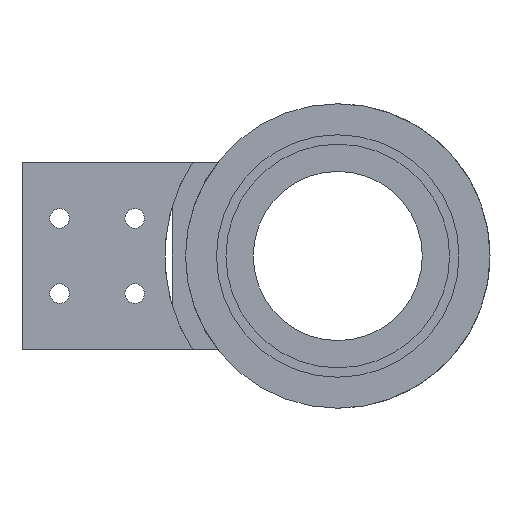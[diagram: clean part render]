
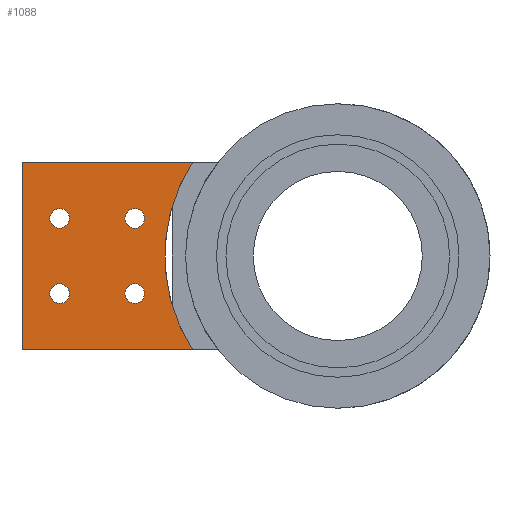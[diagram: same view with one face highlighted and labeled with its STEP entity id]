
A CAD part, left-side view. The second image highlights one B-rep face of the part: STEP entity #1088.
In plain terms, the highlighted planar face has unit normal (-1, 0, 0).
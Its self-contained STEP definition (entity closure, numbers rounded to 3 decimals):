
#3 = DIRECTION ( 'NONE',  ( -1., 0., 0. ) ) ;
#9 = DIRECTION ( 'NONE',  ( 0., 0., 1. ) ) ;
#13 = EDGE_CURVE ( 'NONE', #2300, #3067, #3456, .T. ) ;
#81 = VERTEX_POINT ( 'NONE', #736 ) ;
#106 = CARTESIAN_POINT ( 'NONE',  ( -13.5, 54., -12.6 ) ) ;
#107 = CIRCLE ( 'NONE', #582, 2.6 ) ;
#109 = ORIENTED_EDGE ( 'NONE', *, *, #996, .F. ) ;
#114 = CIRCLE ( 'NONE', #2175, 2.6 ) ;
#132 = EDGE_CURVE ( 'NONE', #3067, #2300, #341, .T. ) ;
#147 = CARTESIAN_POINT ( 'NONE',  ( -13.5, 54., 10. ) ) ;
#174 = EDGE_LOOP ( 'NONE', ( #1765, #109 ) ) ;
#238 = DIRECTION ( 'NONE',  ( -1., 0., 0. ) ) ;
#247 = DIRECTION ( 'NONE',  ( 0., -1., 0. ) ) ;
#323 = LINE ( 'NONE', #1454, #2229 ) ;
#341 = CIRCLE ( 'NONE', #2414, 2.6 ) ;
#376 = DIRECTION ( 'NONE',  ( 0., 0., 1. ) ) ;
#459 = DIRECTION ( 'NONE',  ( 0., 0., 1. ) ) ;
#486 = EDGE_CURVE ( 'NONE', #1750, #1452, #518, .T. ) ;
#518 = CIRCLE ( 'NONE', #3212, 2.6 ) ;
#519 = ORIENTED_EDGE ( 'NONE', *, *, #132, .F. ) ;
#521 = CIRCLE ( 'NONE', #2574, 2.6 ) ;
#529 = DIRECTION ( 'NONE',  ( 0., 0., 1. ) ) ;
#539 = VERTEX_POINT ( 'NONE', #1542 ) ;
#578 = DIRECTION ( 'NONE',  ( 0., -1., 0. ) ) ;
#582 = AXIS2_PLACEMENT_3D ( 'NONE', #1413, #2537, #9 ) ;
#668 = EDGE_CURVE ( 'NONE', #2188, #3033, #1165, .T. ) ;
#687 = EDGE_CURVE ( 'NONE', #2249, #3432, #1579, .T. ) ;
#736 = CARTESIAN_POINT ( 'NONE',  ( -13.5, 38.613, -25. ) ) ;
#818 = DIRECTION ( 'NONE',  ( 0., 0., 1. ) ) ;
#824 = CARTESIAN_POINT ( 'NONE',  ( -13.5, 84., -25. ) ) ;
#829 = CARTESIAN_POINT ( 'NONE',  ( -13.5, 0., 0. ) ) ;
#894 = VECTOR ( 'NONE', #247, 1000. ) ;
#996 = EDGE_CURVE ( 'NONE', #1452, #1750, #114, .T. ) ;
#1029 = ORIENTED_EDGE ( 'NONE', *, *, #687, .F. ) ;
#1044 = EDGE_LOOP ( 'NONE', ( #3622, #519 ) ) ;
#1061 = LINE ( 'NONE', #2183, #894 ) ;
#1088 = ADVANCED_FACE ( 'NONE', ( #1374, #2502, #3618, #1103, #2232 ), #3336, .T. ) ;
#1103 = FACE_BOUND ( 'NONE', #1774, .T. ) ;
#1129 = DIRECTION ( 'NONE',  ( 0., 0., 1. ) ) ;
#1159 = AXIS2_PLACEMENT_3D ( 'NONE', #1927, #3042, #529 ) ;
#1165 = CIRCLE ( 'NONE', #2047, 2.6 ) ;
#1225 = CARTESIAN_POINT ( 'NONE',  ( -13.5, 74., 12.6 ) ) ;
#1243 = CARTESIAN_POINT ( 'NONE',  ( -13.5, 54., 12.6 ) ) ;
#1273 = DIRECTION ( 'NONE',  ( -1., 0., 0. ) ) ;
#1307 = EDGE_LOOP ( 'NONE', ( #3156, #1958, #2640, #2020 ) ) ;
#1343 = CARTESIAN_POINT ( 'NONE',  ( -13.5, 54., 10. ) ) ;
#1363 = DIRECTION ( 'NONE',  ( 0., 0., 1. ) ) ;
#1374 = FACE_BOUND ( 'NONE', #1044, .T. ) ;
#1413 = CARTESIAN_POINT ( 'NONE',  ( -13.5, 74., 10. ) ) ;
#1424 = AXIS2_PLACEMENT_3D ( 'NONE', #829, #1952, #3064 ) ;
#1452 = VERTEX_POINT ( 'NONE', #2408 ) ;
#1454 = CARTESIAN_POINT ( 'NONE',  ( -13.5, 84., 0. ) ) ;
#1458 = VECTOR ( 'NONE', #578, 1000. ) ;
#1542 = CARTESIAN_POINT ( 'NONE',  ( -13.5, 84., 25. ) ) ;
#1550 = EDGE_CURVE ( 'NONE', #539, #2470, #1061, .T. ) ;
#1579 = CIRCLE ( 'NONE', #3159, 2.6 ) ;
#1750 = VERTEX_POINT ( 'NONE', #106 ) ;
#1765 = ORIENTED_EDGE ( 'NONE', *, *, #486, .F. ) ;
#1774 = EDGE_LOOP ( 'NONE', ( #2986, #1029 ) ) ;
#1777 = CARTESIAN_POINT ( 'NONE',  ( -13.5, 54., -10. ) ) ;
#1859 = CARTESIAN_POINT ( 'NONE',  ( -13.5, 54., -10. ) ) ;
#1911 = CARTESIAN_POINT ( 'NONE',  ( -13.5, 74., -12.6 ) ) ;
#1927 = CARTESIAN_POINT ( 'NONE',  ( -13.5, 0., 0. ) ) ;
#1952 = DIRECTION ( 'NONE',  ( -1., 0., 0. ) ) ;
#1958 = ORIENTED_EDGE ( 'NONE', *, *, #1967, .T. ) ;
#1961 = CARTESIAN_POINT ( 'NONE',  ( -13.5, 54., 7.4 ) ) ;
#1967 = EDGE_CURVE ( 'NONE', #81, #2470, #2743, .T. ) ;
#1977 = LINE ( 'NONE', #3089, #1458 ) ;
#2020 = ORIENTED_EDGE ( 'NONE', *, *, #2778, .F. ) ;
#2027 = VERTEX_POINT ( 'NONE', #824 ) ;
#2047 = AXIS2_PLACEMENT_3D ( 'NONE', #2769, #238, #1363 ) ;
#2130 = CARTESIAN_POINT ( 'NONE',  ( -13.5, 38.613, 25. ) ) ;
#2175 = AXIS2_PLACEMENT_3D ( 'NONE', #1859, #2976, #459 ) ;
#2183 = CARTESIAN_POINT ( 'NONE',  ( -13.5, 0., 25. ) ) ;
#2188 = VERTEX_POINT ( 'NONE', #3278 ) ;
#2218 = CARTESIAN_POINT ( 'NONE',  ( -13.5, 74., -10. ) ) ;
#2229 = VECTOR ( 'NONE', #2579, 1000. ) ;
#2232 = FACE_OUTER_BOUND ( 'NONE', #1307, .T. ) ;
#2235 = ORIENTED_EDGE ( 'NONE', *, *, #3528, .F. ) ;
#2249 = VERTEX_POINT ( 'NONE', #2490 ) ;
#2300 = VERTEX_POINT ( 'NONE', #1961 ) ;
#2397 = DIRECTION ( 'NONE',  ( 0., 0., 1. ) ) ;
#2408 = CARTESIAN_POINT ( 'NONE',  ( -13.5, 54., -7.4 ) ) ;
#2414 = AXIS2_PLACEMENT_3D ( 'NONE', #1343, #2467, #3577 ) ;
#2467 = DIRECTION ( 'NONE',  ( -1., 0., 0. ) ) ;
#2470 = VERTEX_POINT ( 'NONE', #2130 ) ;
#2490 = CARTESIAN_POINT ( 'NONE',  ( -13.5, 74., -7.4 ) ) ;
#2502 = FACE_BOUND ( 'NONE', #174, .T. ) ;
#2528 = CARTESIAN_POINT ( 'NONE',  ( -13.5, 74., -10. ) ) ;
#2529 = AXIS2_PLACEMENT_3D ( 'NONE', #147, #1273, #2397 ) ;
#2537 = DIRECTION ( 'NONE',  ( -1., 0., 0. ) ) ;
#2574 = AXIS2_PLACEMENT_3D ( 'NONE', #2528, #3, #1129 ) ;
#2579 = DIRECTION ( 'NONE',  ( 0., 0., 1. ) ) ;
#2640 = ORIENTED_EDGE ( 'NONE', *, *, #1550, .F. ) ;
#2718 = EDGE_CURVE ( 'NONE', #3432, #2249, #521, .T. ) ;
#2724 = EDGE_CURVE ( 'NONE', #2027, #81, #1977, .T. ) ;
#2743 = CIRCLE ( 'NONE', #1159, 46. ) ;
#2769 = CARTESIAN_POINT ( 'NONE',  ( -13.5, 74., 10. ) ) ;
#2778 = EDGE_CURVE ( 'NONE', #2027, #539, #323, .T. ) ;
#2900 = DIRECTION ( 'NONE',  ( -1., 0., 0. ) ) ;
#2976 = DIRECTION ( 'NONE',  ( -1., 0., 0. ) ) ;
#2986 = ORIENTED_EDGE ( 'NONE', *, *, #2718, .F. ) ;
#3033 = VERTEX_POINT ( 'NONE', #1225 ) ;
#3042 = DIRECTION ( 'NONE',  ( 1., 0., 0. ) ) ;
#3064 = DIRECTION ( 'NONE',  ( 0., 0., 1. ) ) ;
#3067 = VERTEX_POINT ( 'NONE', #1243 ) ;
#3089 = CARTESIAN_POINT ( 'NONE',  ( -13.5, 0., -25. ) ) ;
#3156 = ORIENTED_EDGE ( 'NONE', *, *, #2724, .T. ) ;
#3159 = AXIS2_PLACEMENT_3D ( 'NONE', #2218, #3322, #818 ) ;
#3171 = ORIENTED_EDGE ( 'NONE', *, *, #668, .F. ) ;
#3212 = AXIS2_PLACEMENT_3D ( 'NONE', #1777, #2900, #376 ) ;
#3278 = CARTESIAN_POINT ( 'NONE',  ( -13.5, 74., 7.4 ) ) ;
#3322 = DIRECTION ( 'NONE',  ( -1., 0., 0. ) ) ;
#3336 = PLANE ( 'NONE',  #1424 ) ;
#3432 = VERTEX_POINT ( 'NONE', #1911 ) ;
#3456 = CIRCLE ( 'NONE', #2529, 2.6 ) ;
#3528 = EDGE_CURVE ( 'NONE', #3033, #2188, #107, .T. ) ;
#3577 = DIRECTION ( 'NONE',  ( 0., 0., 1. ) ) ;
#3597 = EDGE_LOOP ( 'NONE', ( #3171, #2235 ) ) ;
#3618 = FACE_BOUND ( 'NONE', #3597, .T. ) ;
#3622 = ORIENTED_EDGE ( 'NONE', *, *, #13, .F. ) ;
